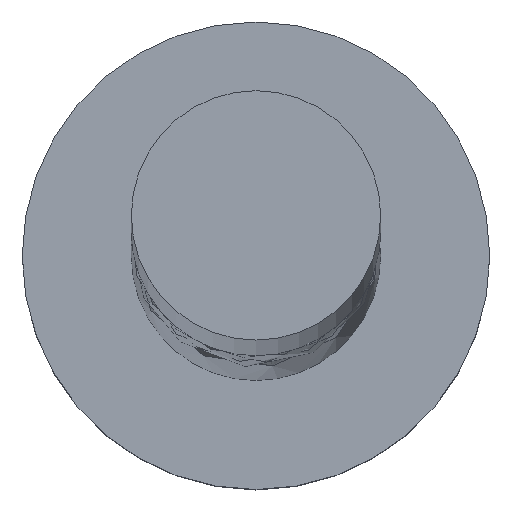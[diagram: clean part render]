
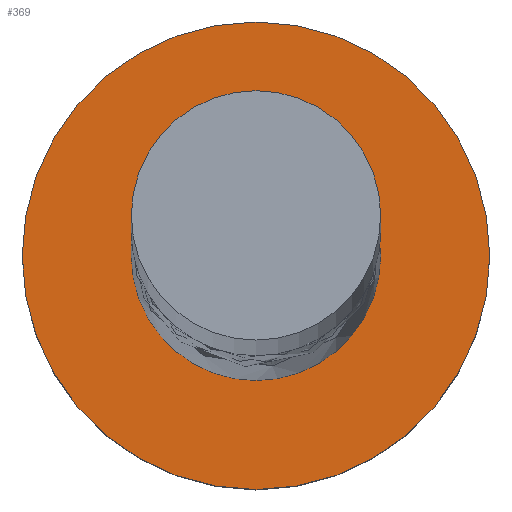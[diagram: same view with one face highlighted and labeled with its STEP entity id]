
A CAD part, top view. The second image highlights one B-rep face of the part: STEP entity #369.
In plain terms, the highlighted planar face has unit normal (0, 0, 1).
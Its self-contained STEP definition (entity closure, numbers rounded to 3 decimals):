
#35 = CIRCLE ( 'NONE', #1179, 0.8 ) ;
#46 = CARTESIAN_POINT ( 'NONE',  ( 0., 0., 1.5 ) ) ;
#61 = DIRECTION ( 'NONE',  ( 1., 0., 0. ) ) ;
#72 = EDGE_CURVE ( 'NONE', #257, #1119, #755, .T. ) ;
#93 = ORIENTED_EDGE ( 'NONE', *, *, #1051, .F. ) ;
#117 = CARTESIAN_POINT ( 'NONE',  ( -0.8, 0., 1.5 ) ) ;
#139 = DIRECTION ( 'NONE',  ( 1., 0., 0. ) ) ;
#143 = VERTEX_POINT ( 'NONE', #812 ) ;
#175 = AXIS2_PLACEMENT_3D ( 'NONE', #432, #665, #447 ) ;
#178 = CIRCLE ( 'NONE', #652, 0.8 ) ;
#230 = CARTESIAN_POINT ( 'NONE',  ( 0., 0., 1.5 ) ) ;
#257 = VERTEX_POINT ( 'NONE', #1052 ) ;
#266 = ORIENTED_EDGE ( 'NONE', *, *, #604, .T. ) ;
#317 = CIRCLE ( 'NONE', #446, 1.5 ) ;
#369 = ADVANCED_FACE ( 'NONE', ( #1071, #768 ), #643, .T. ) ;
#379 = VERTEX_POINT ( 'NONE', #117 ) ;
#432 = CARTESIAN_POINT ( 'NONE',  ( 0., 0., 1.5 ) ) ;
#446 = AXIS2_PLACEMENT_3D ( 'NONE', #46, #1093, #139 ) ;
#447 = DIRECTION ( 'NONE',  ( 1., 0., 0. ) ) ;
#464 = EDGE_LOOP ( 'NONE', ( #93, #848 ) ) ;
#574 = DIRECTION ( 'NONE',  ( 0., 0., 1. ) ) ;
#596 = DIRECTION ( 'NONE',  ( 1., 0., 0. ) ) ;
#604 = EDGE_CURVE ( 'NONE', #1119, #257, #317, .T. ) ;
#620 = ORIENTED_EDGE ( 'NONE', *, *, #72, .T. ) ;
#643 = PLANE ( 'NONE',  #175 ) ;
#652 = AXIS2_PLACEMENT_3D ( 'NONE', #819, #574, #61 ) ;
#664 = DIRECTION ( 'NONE',  ( 1., 0., 0. ) ) ;
#665 = DIRECTION ( 'NONE',  ( 0., 0., 1. ) ) ;
#755 = CIRCLE ( 'NONE', #1347, 1.5 ) ;
#768 = FACE_OUTER_BOUND ( 'NONE', #816, .T. ) ;
#812 = CARTESIAN_POINT ( 'NONE',  ( 0.8, 0., 1.5 ) ) ;
#816 = EDGE_LOOP ( 'NONE', ( #620, #266 ) ) ;
#819 = CARTESIAN_POINT ( 'NONE',  ( 0., 0., 1.5 ) ) ;
#848 = ORIENTED_EDGE ( 'NONE', *, *, #1249, .F. ) ;
#977 = DIRECTION ( 'NONE',  ( 0., 0., 1. ) ) ;
#1001 = CARTESIAN_POINT ( 'NONE',  ( 1.5, 0., 1.5 ) ) ;
#1051 = EDGE_CURVE ( 'NONE', #379, #143, #35, .T. ) ;
#1052 = CARTESIAN_POINT ( 'NONE',  ( -1.5, 0., 1.5 ) ) ;
#1071 = FACE_BOUND ( 'NONE', #464, .T. ) ;
#1093 = DIRECTION ( 'NONE',  ( 0., 0., 1. ) ) ;
#1119 = VERTEX_POINT ( 'NONE', #1001 ) ;
#1126 = DIRECTION ( 'NONE',  ( 0., 0., 1. ) ) ;
#1179 = AXIS2_PLACEMENT_3D ( 'NONE', #1214, #977, #664 ) ;
#1214 = CARTESIAN_POINT ( 'NONE',  ( 0., 0., 1.5 ) ) ;
#1249 = EDGE_CURVE ( 'NONE', #143, #379, #178, .T. ) ;
#1347 = AXIS2_PLACEMENT_3D ( 'NONE', #230, #1126, #596 ) ;
